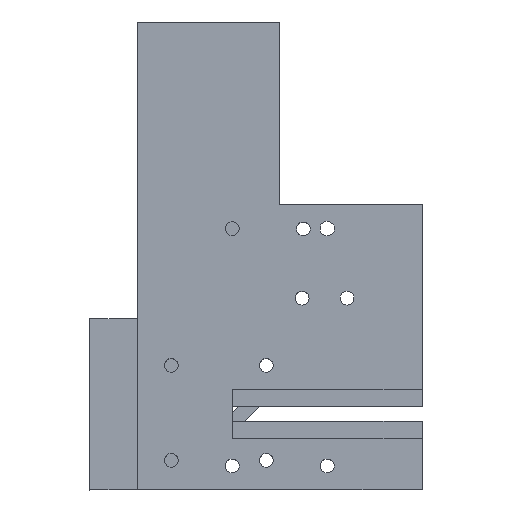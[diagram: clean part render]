
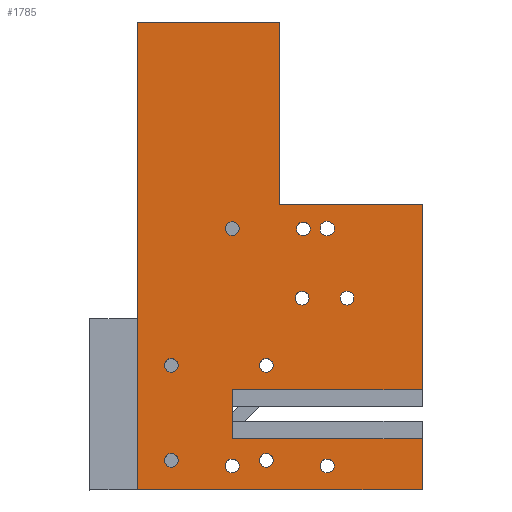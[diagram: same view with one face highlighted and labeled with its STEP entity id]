
A CAD part, top view. The second image highlights one B-rep face of the part: STEP entity #1785.
In plain terms, the highlighted planar face has unit normal (0, 0, 1).
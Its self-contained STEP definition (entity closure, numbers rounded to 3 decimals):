
#81=CIRCLE('',#1880,1.45);
#82=CIRCLE('',#1883,1.45);
#84=CIRCLE('',#1886,1.45);
#85=CIRCLE('',#1889,1.45);
#98=CIRCLE('',#1926,1.45);
#100=CIRCLE('',#1929,1.45);
#101=CIRCLE('',#1931,1.45);
#105=CIRCLE('',#1950,1.45);
#106=CIRCLE('',#1951,1.45);
#107=CIRCLE('',#1952,1.45);
#108=CIRCLE('',#1953,1.521);
#134=FACE_BOUND('',#331,.T.);
#135=FACE_BOUND('',#332,.T.);
#136=FACE_BOUND('',#333,.T.);
#137=FACE_BOUND('',#334,.T.);
#138=FACE_BOUND('',#335,.T.);
#139=FACE_BOUND('',#336,.T.);
#140=FACE_BOUND('',#337,.T.);
#141=FACE_BOUND('',#338,.T.);
#142=FACE_BOUND('',#339,.T.);
#143=FACE_BOUND('',#340,.T.);
#144=FACE_BOUND('',#341,.T.);
#218=FACE_OUTER_BOUND('',#330,.T.);
#330=EDGE_LOOP('',(#1528,#1529,#1530,#1531,#1532,#1533,#1534,#1535,#1536,
#1537));
#331=EDGE_LOOP('',(#1538));
#332=EDGE_LOOP('',(#1539));
#333=EDGE_LOOP('',(#1540));
#334=EDGE_LOOP('',(#1541));
#335=EDGE_LOOP('',(#1542));
#336=EDGE_LOOP('',(#1543));
#337=EDGE_LOOP('',(#1544));
#338=EDGE_LOOP('',(#1545));
#339=EDGE_LOOP('',(#1546));
#340=EDGE_LOOP('',(#1547));
#341=EDGE_LOOP('',(#1548));
#445=LINE('',#2673,#633);
#508=LINE('',#2909,#696);
#514=LINE('',#2920,#702);
#519=LINE('',#2930,#707);
#521=LINE('',#2935,#709);
#522=LINE('',#2937,#710);
#523=LINE('',#2938,#711);
#524=LINE('',#2940,#712);
#525=LINE('',#2942,#713);
#526=LINE('',#2943,#714);
#633=VECTOR('',#2143,10.);
#696=VECTOR('',#2362,10.);
#702=VECTOR('',#2372,10.);
#707=VECTOR('',#2381,10.);
#709=VECTOR('',#2387,10.);
#710=VECTOR('',#2388,10.);
#711=VECTOR('',#2389,10.);
#712=VECTOR('',#2390,10.);
#713=VECTOR('',#2391,10.);
#714=VECTOR('',#2392,10.);
#822=VERTEX_POINT('',#2671);
#823=VERTEX_POINT('',#2672);
#833=VERTEX_POINT('',#2739);
#834=VERTEX_POINT('',#2744);
#836=VERTEX_POINT('',#2750);
#837=VERTEX_POINT('',#2755);
#865=VERTEX_POINT('',#2858);
#867=VERTEX_POINT('',#2864);
#868=VERTEX_POINT('',#2868);
#879=VERTEX_POINT('',#2906);
#880=VERTEX_POINT('',#2908);
#883=VERTEX_POINT('',#2918);
#886=VERTEX_POINT('',#2928);
#887=VERTEX_POINT('',#2934);
#888=VERTEX_POINT('',#2936);
#889=VERTEX_POINT('',#2939);
#890=VERTEX_POINT('',#2941);
#891=VERTEX_POINT('',#2944);
#892=VERTEX_POINT('',#2946);
#893=VERTEX_POINT('',#2948);
#894=VERTEX_POINT('',#2950);
#1006=EDGE_CURVE('',#822,#823,#445,.T.);
#1025=EDGE_CURVE('',#833,#833,#81,.T.);
#1027=EDGE_CURVE('',#834,#834,#82,.T.);
#1030=EDGE_CURVE('',#836,#836,#84,.T.);
#1032=EDGE_CURVE('',#837,#837,#85,.T.);
#1084=EDGE_CURVE('',#865,#865,#98,.T.);
#1087=EDGE_CURVE('',#867,#867,#100,.T.);
#1089=EDGE_CURVE('',#868,#868,#101,.T.);
#1107=EDGE_CURVE('',#880,#879,#508,.T.);
#1113=EDGE_CURVE('',#883,#880,#514,.T.);
#1118=EDGE_CURVE('',#879,#886,#519,.T.);
#1120=EDGE_CURVE('',#887,#886,#521,.T.);
#1121=EDGE_CURVE('',#888,#887,#522,.T.);
#1122=EDGE_CURVE('',#823,#888,#523,.T.);
#1123=EDGE_CURVE('',#889,#822,#524,.T.);
#1124=EDGE_CURVE('',#890,#889,#525,.T.);
#1125=EDGE_CURVE('',#883,#890,#526,.T.);
#1126=EDGE_CURVE('',#891,#891,#105,.T.);
#1127=EDGE_CURVE('',#892,#892,#106,.T.);
#1128=EDGE_CURVE('',#893,#893,#107,.T.);
#1129=EDGE_CURVE('',#894,#894,#108,.T.);
#1528=ORIENTED_EDGE('',*,*,#1113,.T.);
#1529=ORIENTED_EDGE('',*,*,#1107,.T.);
#1530=ORIENTED_EDGE('',*,*,#1118,.T.);
#1531=ORIENTED_EDGE('',*,*,#1120,.F.);
#1532=ORIENTED_EDGE('',*,*,#1121,.F.);
#1533=ORIENTED_EDGE('',*,*,#1122,.F.);
#1534=ORIENTED_EDGE('',*,*,#1006,.F.);
#1535=ORIENTED_EDGE('',*,*,#1123,.F.);
#1536=ORIENTED_EDGE('',*,*,#1124,.F.);
#1537=ORIENTED_EDGE('',*,*,#1125,.F.);
#1538=ORIENTED_EDGE('',*,*,#1025,.T.);
#1539=ORIENTED_EDGE('',*,*,#1027,.T.);
#1540=ORIENTED_EDGE('',*,*,#1030,.T.);
#1541=ORIENTED_EDGE('',*,*,#1032,.T.);
#1542=ORIENTED_EDGE('',*,*,#1084,.T.);
#1543=ORIENTED_EDGE('',*,*,#1087,.T.);
#1544=ORIENTED_EDGE('',*,*,#1089,.T.);
#1545=ORIENTED_EDGE('',*,*,#1126,.T.);
#1546=ORIENTED_EDGE('',*,*,#1127,.T.);
#1547=ORIENTED_EDGE('',*,*,#1128,.T.);
#1548=ORIENTED_EDGE('',*,*,#1129,.T.);
#1704=PLANE('',#1949);
#1785=ADVANCED_FACE('',(#218,#134,#135,#136,#137,#138,#139,#140,#141,#142,
#143,#144),#1704,.T.);
#1880=AXIS2_PLACEMENT_3D('',#2741,#2181,#2182);
#1883=AXIS2_PLACEMENT_3D('',#2746,#2188,#2189);
#1886=AXIS2_PLACEMENT_3D('',#2752,#2195,#2196);
#1889=AXIS2_PLACEMENT_3D('',#2757,#2202,#2203);
#1926=AXIS2_PLACEMENT_3D('',#2860,#2310,#2311);
#1929=AXIS2_PLACEMENT_3D('',#2866,#2317,#2318);
#1931=AXIS2_PLACEMENT_3D('',#2870,#2322,#2323);
#1949=AXIS2_PLACEMENT_3D('',#2933,#2385,#2386);
#1950=AXIS2_PLACEMENT_3D('',#2945,#2393,#2394);
#1951=AXIS2_PLACEMENT_3D('',#2947,#2395,#2396);
#1952=AXIS2_PLACEMENT_3D('',#2949,#2397,#2398);
#1953=AXIS2_PLACEMENT_3D('',#2951,#2399,#2400);
#2143=DIRECTION('',(1.,0.,0.));
#2181=DIRECTION('center_axis',(0.,0.,
-1.));
#2182=DIRECTION('ref_axis',(-1.,0.,0.));
#2188=DIRECTION('center_axis',(0.,0.,
-1.));
#2189=DIRECTION('ref_axis',(-1.,0.,0.));
#2195=DIRECTION('center_axis',(0.,0.,
-1.));
#2196=DIRECTION('ref_axis',(-1.,0.,0.));
#2202=DIRECTION('center_axis',(0.,0.,
-1.));
#2203=DIRECTION('ref_axis',(-1.,0.,0.));
#2310=DIRECTION('center_axis',(0.,0.,
-1.));
#2311=DIRECTION('ref_axis',(1.,0.,0.));
#2317=DIRECTION('center_axis',(0.,0.,
-1.));
#2318=DIRECTION('ref_axis',(1.,0.,0.));
#2322=DIRECTION('center_axis',(0.,0.,
-1.));
#2323=DIRECTION('ref_axis',(1.,0.,0.));
#2362=DIRECTION('',(0.,1.,0.));
#2372=DIRECTION('',(-1.,0.,0.));
#2381=DIRECTION('',(1.,0.,0.));
#2385=DIRECTION('center_axis',(0.,0.,
1.));
#2386=DIRECTION('ref_axis',(1.,0.,0.));
#2387=DIRECTION('',(0.,-1.,0.));
#2388=DIRECTION('',(1.,0.,0.));
#2389=DIRECTION('',(0.,-1.,0.));
#2390=DIRECTION('',(0.,1.,0.));
#2391=DIRECTION('',(-1.,0.,0.));
#2392=DIRECTION('',(0.,-1.,0.));
#2393=DIRECTION('center_axis',(0.,0.,
-1.));
#2394=DIRECTION('ref_axis',(1.,0.,0.));
#2395=DIRECTION('center_axis',(0.,0.,
-1.));
#2396=DIRECTION('ref_axis',(1.,0.,0.));
#2397=DIRECTION('center_axis',(0.,0.,
-1.));
#2398=DIRECTION('ref_axis',(1.,0.,0.));
#2399=DIRECTION('center_axis',(0.,0.,
-1.));
#2400=DIRECTION('ref_axis',(1.,0.,0.));
#2671=CARTESIAN_POINT('',(-67.5,74.,41.5));
#2672=CARTESIAN_POINT('',(-37.5,74.,41.5));
#2673=CARTESIAN_POINT('',(-67.5,74.,41.5));
#2739=CARTESIAN_POINT('',(-58.878,-18.328,41.5));
#2741=CARTESIAN_POINT('Origin',(-60.328,-18.328,41.5));
#2744=CARTESIAN_POINT('',(-38.878,1.672,41.5));
#2746=CARTESIAN_POINT('Origin',(-40.328,1.672,41.5));
#2750=CARTESIAN_POINT('',(-58.878,1.672,41.5));
#2752=CARTESIAN_POINT('Origin',(-60.328,1.672,41.5));
#2755=CARTESIAN_POINT('',(-38.878,-18.328,41.5));
#2757=CARTESIAN_POINT('Origin',(-40.328,-18.328,41.5));
#2858=CARTESIAN_POINT('',(-33.972,30.427,41.5));
#2860=CARTESIAN_POINT('Origin',(-32.522,30.427,41.5));
#2864=CARTESIAN_POINT('',(-34.233,15.831,41.5));
#2866=CARTESIAN_POINT('Origin',(-32.783,15.831,41.5));
#2868=CARTESIAN_POINT('',(-24.764,15.831,41.5));
#2870=CARTESIAN_POINT('Origin',(-23.314,15.831,41.5));
#2906=CARTESIAN_POINT('',(-47.5,-3.467,41.5));
#2908=CARTESIAN_POINT('',(-47.5,-13.783,41.5));
#2909=CARTESIAN_POINT('',(-47.5,23.063,41.5));
#2918=CARTESIAN_POINT('',(-7.5,-13.783,41.5));
#2920=CARTESIAN_POINT('',(-30.,-13.783,41.5));
#2928=CARTESIAN_POINT('',(-7.5,-3.467,41.5));
#2930=CARTESIAN_POINT('',(-30.,-3.467,41.5));
#2933=CARTESIAN_POINT('Origin',(-52.5,54.75,41.5));
#2934=CARTESIAN_POINT('',(-7.5,35.5,41.5));
#2935=CARTESIAN_POINT('',(-7.5,5.5,41.5));
#2936=CARTESIAN_POINT('',(-37.5,35.5,41.5));
#2937=CARTESIAN_POINT('',(-67.5,35.5,41.5));
#2938=CARTESIAN_POINT('',(-37.5,74.,41.5));
#2939=CARTESIAN_POINT('',(-67.5,-24.5,41.5));
#2940=CARTESIAN_POINT('',(-67.5,35.5,41.5));
#2941=CARTESIAN_POINT('',(-7.5,-24.5,41.5));
#2942=CARTESIAN_POINT('',(-7.5,-24.5,41.5));
#2943=CARTESIAN_POINT('',(-7.5,5.5,41.5));
#2944=CARTESIAN_POINT('',(-48.95,-19.5,41.5));
#2945=CARTESIAN_POINT('Origin',(-47.5,-19.5,41.5));
#2946=CARTESIAN_POINT('',(-48.95,30.5,41.5));
#2947=CARTESIAN_POINT('Origin',(-47.5,30.5,41.5));
#2948=CARTESIAN_POINT('',(-28.95,-19.5,41.5));
#2949=CARTESIAN_POINT('Origin',(-27.5,-19.5,41.5));
#2950=CARTESIAN_POINT('',(-29.021,30.5,41.5));
#2951=CARTESIAN_POINT('Origin',(-27.5,30.5,41.5));
